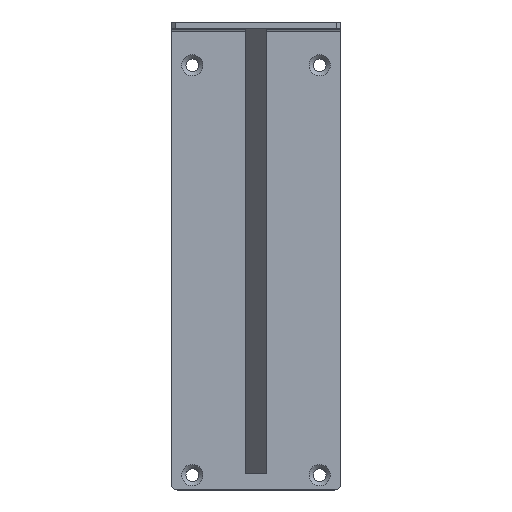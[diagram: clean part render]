
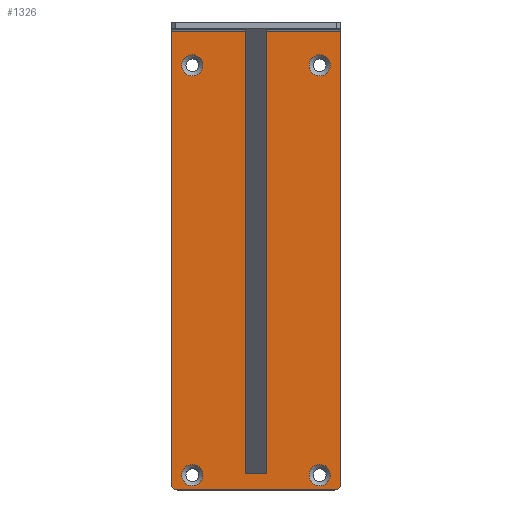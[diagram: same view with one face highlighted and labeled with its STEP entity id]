
A CAD part, top view. The second image highlights one B-rep face of the part: STEP entity #1326.
In plain terms, the highlighted face is planar.
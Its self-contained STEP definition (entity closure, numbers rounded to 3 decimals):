
#100=LINE('',#1987,#172);
#101=LINE('',#1992,#173);
#102=LINE('',#1994,#174);
#103=LINE('',#1996,#175);
#104=LINE('',#2007,#176);
#105=LINE('',#2010,#177);
#106=LINE('',#2012,#178);
#107=LINE('',#2014,#179);
#172=VECTOR('',#1628,1000.);
#173=VECTOR('',#1631,1000.);
#174=VECTOR('',#1632,1000.);
#175=VECTOR('',#1633,1000.);
#176=VECTOR('',#1644,1000.);
#177=VECTOR('',#1645,1000.);
#178=VECTOR('',#1646,1000.);
#179=VECTOR('',#1647,1000.);
#280=ORIENTED_EDGE('',*,*,#536,.F.);
#281=ORIENTED_EDGE('',*,*,#537,.F.);
#282=ORIENTED_EDGE('',*,*,#538,.F.);
#283=ORIENTED_EDGE('',*,*,#539,.T.);
#284=ORIENTED_EDGE('',*,*,#540,.F.);
#285=ORIENTED_EDGE('',*,*,#541,.T.);
#286=ORIENTED_EDGE('',*,*,#542,.T.);
#287=ORIENTED_EDGE('',*,*,#543,.T.);
#288=ORIENTED_EDGE('',*,*,#544,.T.);
#289=ORIENTED_EDGE('',*,*,#545,.T.);
#290=ORIENTED_EDGE('',*,*,#546,.T.);
#291=ORIENTED_EDGE('',*,*,#547,.T.);
#292=ORIENTED_EDGE('',*,*,#548,.F.);
#293=ORIENTED_EDGE('',*,*,#549,.F.);
#294=ORIENTED_EDGE('',*,*,#550,.F.);
#295=ORIENTED_EDGE('',*,*,#551,.F.);
#536=EDGE_CURVE('',#676,#676,#780,.T.);
#537=EDGE_CURVE('',#677,#677,#781,.T.);
#538=EDGE_CURVE('',#678,#679,#100,.T.);
#539=EDGE_CURVE('',#678,#680,#782,.F.);
#540=EDGE_CURVE('',#681,#680,#101,.T.);
#541=EDGE_CURVE('',#681,#682,#102,.T.);
#542=EDGE_CURVE('',#682,#683,#103,.T.);
#543=EDGE_CURVE('',#683,#679,#783,.F.);
#544=EDGE_CURVE('',#684,#684,#784,.T.);
#545=EDGE_CURVE('',#685,#685,#785,.T.);
#546=EDGE_CURVE('',#686,#686,#786,.T.);
#547=EDGE_CURVE('',#687,#687,#787,.T.);
#548=EDGE_CURVE('',#688,#689,#104,.T.);
#549=EDGE_CURVE('',#690,#688,#105,.T.);
#550=EDGE_CURVE('',#691,#690,#106,.T.);
#551=EDGE_CURVE('',#689,#691,#107,.T.);
#676=VERTEX_POINT('',#1984);
#677=VERTEX_POINT('',#1986);
#678=VERTEX_POINT('',#1988);
#679=VERTEX_POINT('',#1989);
#680=VERTEX_POINT('',#1991);
#681=VERTEX_POINT('',#1993);
#682=VERTEX_POINT('',#1995);
#683=VERTEX_POINT('',#1997);
#684=VERTEX_POINT('',#2000);
#685=VERTEX_POINT('',#2002);
#686=VERTEX_POINT('',#2004);
#687=VERTEX_POINT('',#2006);
#688=VERTEX_POINT('',#2008);
#689=VERTEX_POINT('',#2009);
#690=VERTEX_POINT('',#2011);
#691=VERTEX_POINT('',#2013);
#780=CIRCLE('',#1431,4.);
#781=CIRCLE('',#1432,4.);
#782=CIRCLE('',#1433,3.);
#783=CIRCLE('',#1434,3.);
#784=CIRCLE('',#1435,5.);
#785=CIRCLE('',#1436,5.);
#786=CIRCLE('',#1437,5.);
#787=CIRCLE('',#1438,5.);
#866=EDGE_LOOP('',(#280));
#867=EDGE_LOOP('',(#281));
#868=EDGE_LOOP('',(#282,#283,#284,#285,#286,#287));
#869=EDGE_LOOP('',(#288));
#870=EDGE_LOOP('',(#289));
#871=EDGE_LOOP('',(#290));
#872=EDGE_LOOP('',(#291));
#873=EDGE_LOOP('',(#292,#293,#294,#295));
#1018=FACE_BOUND('',#866,.T.);
#1019=FACE_BOUND('',#867,.T.);
#1020=FACE_BOUND('',#868,.T.);
#1021=FACE_BOUND('',#869,.T.);
#1022=FACE_BOUND('',#870,.T.);
#1023=FACE_BOUND('',#871,.T.);
#1024=FACE_BOUND('',#872,.T.);
#1025=FACE_BOUND('',#873,.T.);
#1142=PLANE('',#1430);
#1326=ADVANCED_FACE('',(#1018,#1019,#1020,#1021,#1022,#1023,#1024,#1025),
#1142,.F.);
#1430=AXIS2_PLACEMENT_3D('',#1982,#1622,#1623);
#1431=AXIS2_PLACEMENT_3D('',#1983,#1624,#1625);
#1432=AXIS2_PLACEMENT_3D('',#1985,#1626,#1627);
#1433=AXIS2_PLACEMENT_3D('',#1990,#1629,#1630);
#1434=AXIS2_PLACEMENT_3D('',#1998,#1634,#1635);
#1435=AXIS2_PLACEMENT_3D('',#1999,#1636,#1637);
#1436=AXIS2_PLACEMENT_3D('',#2001,#1638,#1639);
#1437=AXIS2_PLACEMENT_3D('',#2003,#1640,#1641);
#1438=AXIS2_PLACEMENT_3D('',#2005,#1642,#1643);
#1622=DIRECTION('',(0.,0.,1.));
#1623=DIRECTION('',(1.,0.,0.));
#1624=DIRECTION('',(0.,0.,-1.));
#1625=DIRECTION('',(-1.,0.,0.));
#1626=DIRECTION('',(0.,0.,-1.));
#1627=DIRECTION('',(-1.,0.,0.));
#1628=DIRECTION('',(0.,1.,0.));
#1629=DIRECTION('',(0.,0.,1.));
#1630=DIRECTION('',(1.,0.,0.));
#1631=DIRECTION('',(1.,0.,0.));
#1632=DIRECTION('',(0.,1.,0.));
#1633=DIRECTION('',(1.,0.,0.));
#1634=DIRECTION('',(0.,0.,1.));
#1635=DIRECTION('',(1.,0.,0.));
#1636=DIRECTION('',(0.,0.,1.));
#1637=DIRECTION('',(0.,-1.,0.));
#1638=DIRECTION('',(0.,0.,1.));
#1639=DIRECTION('',(0.,-1.,0.));
#1640=DIRECTION('',(0.,0.,1.));
#1641=DIRECTION('',(0.,-1.,0.));
#1642=DIRECTION('',(0.,0.,1.));
#1643=DIRECTION('',(0.,-1.,0.));
#1644=DIRECTION('',(0.,1.,0.));
#1645=DIRECTION('',(-1.,0.,0.));
#1646=DIRECTION('',(0.,-1.,0.));
#1647=DIRECTION('',(1.,0.,0.));
#1982=CARTESIAN_POINT('',(-117.617,0.,30.));
#1983=CARTESIAN_POINT('',(36.383,40.,30.));
#1984=CARTESIAN_POINT('',(32.383,40.,30.));
#1985=CARTESIAN_POINT('',(68.383,40.,30.));
#1986=CARTESIAN_POINT('',(64.383,40.,30.));
#1987=CARTESIAN_POINT('',(102.383,0.,30.));
#1988=CARTESIAN_POINT('',(102.383,3.,30.));
#1989=CARTESIAN_POINT('',(102.383,77.,30.));
#1990=CARTESIAN_POINT('',(99.383,3.,30.));
#1991=CARTESIAN_POINT('',(99.383,0.,30.));
#1992=CARTESIAN_POINT('',(-117.617,0.,30.));
#1993=CARTESIAN_POINT('',(-113.617,0.,30.));
#1994=CARTESIAN_POINT('',(-113.617,0.,30.));
#1995=CARTESIAN_POINT('',(-113.617,80.,30.));
#1996=CARTESIAN_POINT('',(-117.617,80.,30.));
#1997=CARTESIAN_POINT('',(99.383,80.,30.));
#1998=CARTESIAN_POINT('',(99.383,77.,30.));
#1999=CARTESIAN_POINT('',(-97.617,10.,30.));
#2000=CARTESIAN_POINT('',(-97.617,5.,30.));
#2001=CARTESIAN_POINT('',(-97.617,70.,30.));
#2002=CARTESIAN_POINT('',(-97.617,65.,30.));
#2003=CARTESIAN_POINT('',(95.383,70.,30.));
#2004=CARTESIAN_POINT('',(95.383,65.,30.));
#2005=CARTESIAN_POINT('',(95.383,10.,30.));
#2006=CARTESIAN_POINT('',(95.383,5.,30.));
#2007=CARTESIAN_POINT('',(47.383,0.,30.));
#2008=CARTESIAN_POINT('',(47.383,38.162,30.));
#2009=CARTESIAN_POINT('',(47.383,42.162,30.));
#2010=CARTESIAN_POINT('',(-117.617,38.162,30.));
#2011=CARTESIAN_POINT('',(57.383,38.162,30.));
#2012=CARTESIAN_POINT('',(57.383,0.,30.));
#2013=CARTESIAN_POINT('',(57.383,42.162,30.));
#2014=CARTESIAN_POINT('',(-117.617,42.162,30.));
